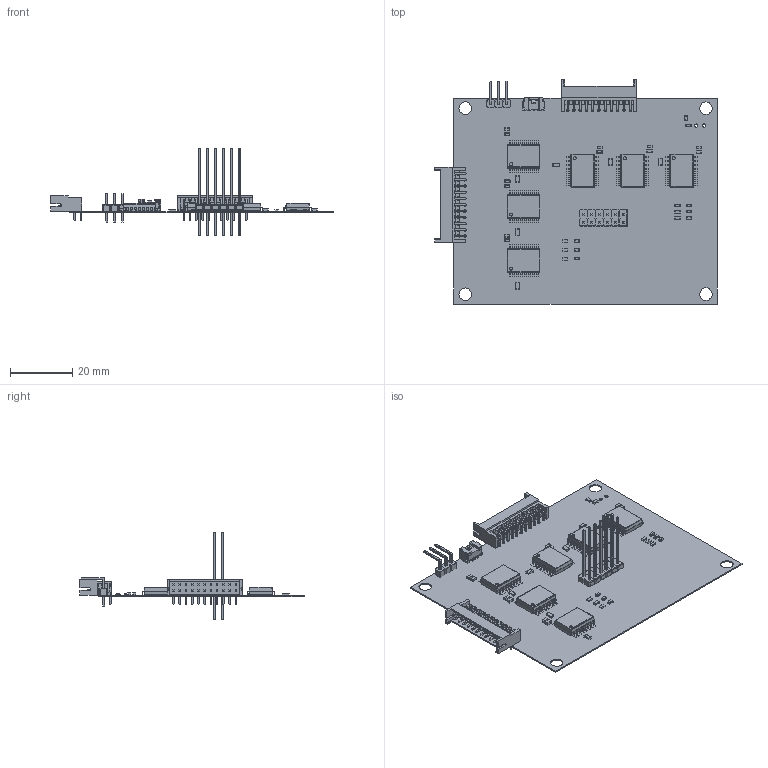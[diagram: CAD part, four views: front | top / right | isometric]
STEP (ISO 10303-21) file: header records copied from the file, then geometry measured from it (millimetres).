
FILE_DESCRIPTION(('Open CASCADE Model'),'2;1');
FILE_NAME('Open CASCADE Shape Model','2019-11-12T15:50:34',('Author'),( 'Open CASCADE'),'Open CASCADE STEP processor 6.8','Open CASCADE 6.8' ,'Unknown');
FILE_SCHEMA(('AUTOMOTIVE_DESIGN { 1 0 10303 214 1 1 1 1 }'));
Length unit declared in the file: millimetre
Products named in the file (115): PCB; Board; Open CASCADE STEP translator 6.8 11.1.1; U1_Mux1; 7536015568; Open_CASCADE_STEP_translator_6.8_9.1; Body; Open_CASCADE_STEP_translator_6.8_9.2.1; Leader; U1_Mux2; 7539523344; U2_Mux1; U3_Mux1; U3_Mux2; C1_Mux1; 7539517024; Terminal; Open_CASCADE_STEP_translator_6.8_2.1.1; Open_CASCADE_STEP_translator_6.8_2.1.2; Mid_Body; Open_CASCADE_STEP_translator_6.8_2.2.1; C1_Mux2; 7539522224; C3_Mux1; C3_Mux2; C5_Mux1; C5_Mux2; D1; 0603_single_RGB7250688; Thermistor_CON_2; DF11-22DP-2DS_RGB16777215; Ü*; Thermistor_CON_1; MUX_SEL_TP; PH1RA-03-UA_RGB16777215; R2_Mux1; 7539517664; Open_CASCADE_STEP_translator_6.8_1.2.1; Mark; R2_Mux2 ...
Assembly tree (180 placements, depth 5):
  PCB
    Board
      Open CASCADE STEP translator 6.8 11.1.1
    U1_Mux1
      7536015568
        Open_CASCADE_STEP_translator_6.8_9.1
        Body
          Open_CASCADE_STEP_translator_6.8_9.2.1
        Leader  x16
    U1_Mux2
      7539523344
        Open_CASCADE_STEP_translator_6.8_9.1
        Body
          Open_CASCADE_STEP_translator_6.8_9.2.1
        Leader  x16
    U2_Mux1
      7536015568
        Open_CASCADE_STEP_translator_6.8_9.1
        Body
          Open_CASCADE_STEP_translator_6.8_9.2.1
        Leader  x16
    U3_Mux1
      7536015568
        Open_CASCADE_STEP_translator_6.8_9.1
        Body
          Open_CASCADE_STEP_translator_6.8_9.2.1
        Leader  x16
    U3_Mux2
      7539523344
        Open_CASCADE_STEP_translator_6.8_9.1
        Body
          Open_CASCADE_STEP_translator_6.8_9.2.1
        Leader  x16
    C1_Mux1
      7539517024
        Terminal
          Open_CASCADE_STEP_translator_6.8_2.1.1
          Open_CASCADE_STEP_translator_6.8_2.1.2
        Mid_Body
          Open_CASCADE_STEP_translator_6.8_2.2.1
    C1_Mux2
      7539522224
        Terminal
          Open_CASCADE_STEP_translator_6.8_2.1.1
          Open_CASCADE_STEP_translator_6.8_2.1.2
        Mid_Body
          Open_CASCADE_STEP_translator_6.8_2.2.1
    C3_Mux1
      7539517024
        Terminal
          Open_CASCADE_STEP_translator_6.8_2.1.1
          Open_CASCADE_STEP_translator_6.8_2.1.2
        Mid_Body
          Open_CASCADE_STEP_translator_6.8_2.2.1
    C3_Mux2
      7539522224
        Terminal
          Open_CASCADE_STEP_translator_6.8_2.1.1
          Open_CASCADE_STEP_translator_6.8_2.1.2
        Mid_Body
Bounding box: 90.59 x 71.8 x 28.03 mm (x, y, z)
Volume: 4651.2 mm3; surface area: 17431 mm2
Topology: 243 solids, 249 shells, 7415 faces, 16885 edges, 9597 vertices
Faces by surface type: plane 4757, cylinder 1976, sphere 556, bspline 60, torus 38, revolution 24, cone 4
Full cylindrical faces by diameter (mm): 0.8 x44, 0.95 x6, 1.02 x17, 4 x4
Entity records: 79784 total; most frequent: CARTESIAN_POINT 14326, DIRECTION 11818, ORIENTED_EDGE 11306, EDGE_CURVE 5654, LINE 4164, VECTOR 4164, AXIS2_PLACEMENT_3D 3815, VERTEX_POINT 3401
